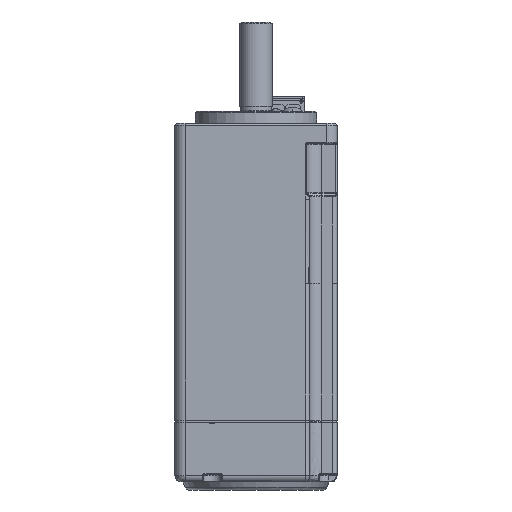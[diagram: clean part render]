
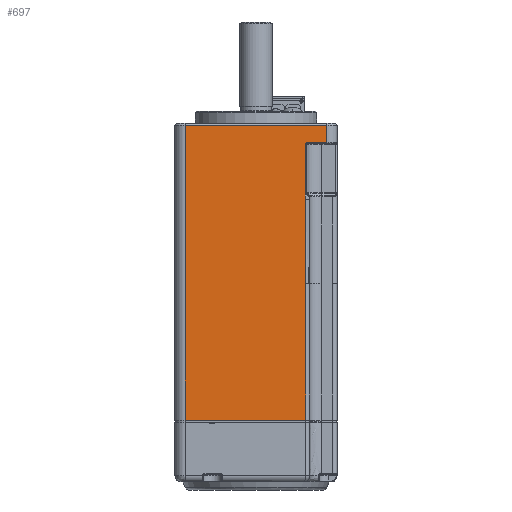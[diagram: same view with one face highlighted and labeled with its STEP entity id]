
A CAD part, front view. The second image highlights one B-rep face of the part: STEP entity #697.
In plain terms, the highlighted planar face has unit normal (0, -1, 0).
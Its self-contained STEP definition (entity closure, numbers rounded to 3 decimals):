
#69=CARTESIAN_POINT('',(12.26,-20.,-89.65));
#70=VERTEX_POINT('',#69);
#78=CARTESIAN_POINT('',(-17.5,-20.,-89.65));
#79=VERTEX_POINT('',#78);
#80=CARTESIAN_POINT('',(12.26,-20.,-89.65));
#81=DIRECTION('',(-1.,0.,0.));
#82=VECTOR('',#81,29.76);
#83=LINE('',#80,#82);
#84=EDGE_CURVE('',#70,#79,#83,.T.);
#590=CARTESIAN_POINT('',(12.26,-20.,-55.95));
#591=VERTEX_POINT('',#590);
#599=CARTESIAN_POINT('',(12.26,-20.,-55.95));
#600=DIRECTION('',(0.,0.,-1.));
#601=VECTOR('',#600,33.7);
#602=LINE('',#599,#601);
#603=EDGE_CURVE('',#591,#70,#602,.T.);
#608=CARTESIAN_POINT('',(-18.6,-20.,-59.936));
#609=DIRECTION('',(0.,0.,1.));
#610=DIRECTION('',(0.,-1.,0.));
#611=AXIS2_PLACEMENT_3D('',#608,#610,#609);
#612=PLANE('',#611);
#613=CARTESIAN_POINT('',(12.163,-20.,-33.533));
#614=VERTEX_POINT('',#613);
#615=CARTESIAN_POINT('',(12.16,-20.,-33.473));
#616=VERTEX_POINT('',#615);
#617=CARTESIAN_POINT('',(12.76,-20.,-33.473));
#618=DIRECTION('',(-0.995,0.,-0.101));
#619=DIRECTION('',(0.,1.,0.));
#620=AXIS2_PLACEMENT_3D('',#617,#619,#618);
#621=CIRCLE('',#620,0.6);
#622=EDGE_CURVE('',#614,#616,#621,.T.);
#623=ORIENTED_EDGE('',*,*,#622,.T.);
#624=CARTESIAN_POINT('',(12.16,-20.,-21.6));
#625=VERTEX_POINT('',#624);
#626=CARTESIAN_POINT('',(12.16,-20.,-33.473));
#627=DIRECTION('',(0.,0.,1.));
#628=VECTOR('',#627,11.873);
#629=LINE('',#626,#628);
#630=EDGE_CURVE('',#616,#625,#629,.T.);
#631=ORIENTED_EDGE('',*,*,#630,.T.);
#632=CARTESIAN_POINT('',(12.66,-20.,-21.1));
#633=VERTEX_POINT('',#632);
#634=CARTESIAN_POINT('',(12.66,-20.,-21.6));
#635=DIRECTION('',(-1.,0.,0.));
#636=DIRECTION('',(-0.,1.,0.));
#637=AXIS2_PLACEMENT_3D('',#634,#636,#635);
#638=CIRCLE('',#637,0.5);
#639=EDGE_CURVE('',#625,#633,#638,.T.);
#640=ORIENTED_EDGE('',*,*,#639,.T.);
#641=CARTESIAN_POINT('',(17.5,-20.,-21.1));
#642=VERTEX_POINT('',#641);
#643=CARTESIAN_POINT('',(12.66,-20.,-21.1));
#644=DIRECTION('',(1.,0.,0.));
#645=VECTOR('',#644,4.84);
#646=LINE('',#643,#645);
#647=EDGE_CURVE('',#633,#642,#646,.T.);
#648=ORIENTED_EDGE('',*,*,#647,.T.);
#649=CARTESIAN_POINT('',(17.5,-20.,-16.9));
#650=VERTEX_POINT('',#649);
#651=CARTESIAN_POINT('',(17.5,-20.,-21.1));
#652=DIRECTION('',(0.,0.,1.));
#653=VECTOR('',#652,4.2);
#654=LINE('',#651,#653);
#655=EDGE_CURVE('',#642,#650,#654,.T.);
#656=ORIENTED_EDGE('',*,*,#655,.T.);
#657=CARTESIAN_POINT('',(-17.5,-20.,-16.9));
#658=VERTEX_POINT('',#657);
#659=CARTESIAN_POINT('',(17.5,-20.,-16.9));
#660=DIRECTION('',(-1.,0.,0.));
#661=VECTOR('',#660,35.);
#662=LINE('',#659,#661);
#663=EDGE_CURVE('',#650,#658,#662,.T.);
#664=ORIENTED_EDGE('',*,*,#663,.T.);
#665=CARTESIAN_POINT('',(-17.5,-20.,-16.9));
#666=DIRECTION('',(0.,0.,-1.));
#667=VECTOR('',#666,72.75);
#668=LINE('',#665,#667);
#669=EDGE_CURVE('',#658,#79,#668,.T.);
#670=ORIENTED_EDGE('',*,*,#669,.T.);
#671=ORIENTED_EDGE('',*,*,#84,.F.);
#672=ORIENTED_EDGE('',*,*,#603,.F.);
#673=CARTESIAN_POINT('',(12.16,-20.,-55.95));
#674=VERTEX_POINT('',#673);
#675=CARTESIAN_POINT('',(12.26,-20.,-55.95));
#676=DIRECTION('',(-1.,0.,0.));
#677=VECTOR('',#676,0.1);
#678=LINE('',#675,#677);
#679=EDGE_CURVE('',#591,#674,#678,.T.);
#680=ORIENTED_EDGE('',*,*,#679,.T.);
#681=CARTESIAN_POINT('',(12.162,-20.,-35.218));
#682=VERTEX_POINT('',#681);
#683=CARTESIAN_POINT('',(12.16,-20.,-55.95));
#684=DIRECTION('',(0.,0.,1.));
#685=VECTOR('',#684,20.732);
#686=LINE('',#683,#685);
#687=EDGE_CURVE('',#674,#682,#686,.T.);
#688=ORIENTED_EDGE('',*,*,#687,.T.);
#689=CARTESIAN_POINT('',(12.162,-20.,-35.218));
#690=DIRECTION('',(0.,0.,1.));
#691=VECTOR('',#690,1.685);
#692=LINE('',#689,#691);
#693=EDGE_CURVE('',#682,#614,#692,.T.);
#694=ORIENTED_EDGE('',*,*,#693,.T.);
#695=EDGE_LOOP('',(#623,#631,#640,#648,#656,#664,#670,#671,#672,#680,#688,#694));
#696=FACE_OUTER_BOUND('',#695,.T.);
#697=ADVANCED_FACE('',(#696),#612,.T.);
